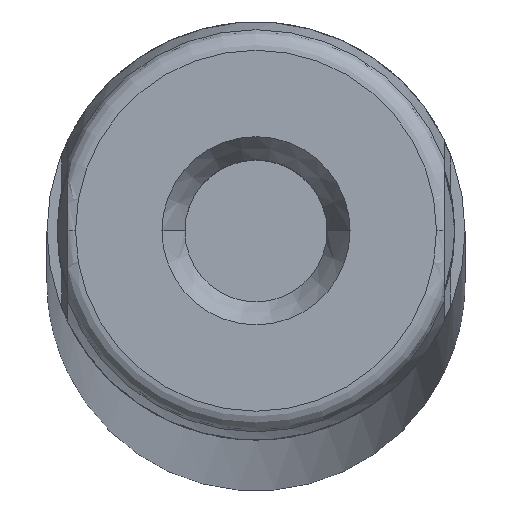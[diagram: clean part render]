
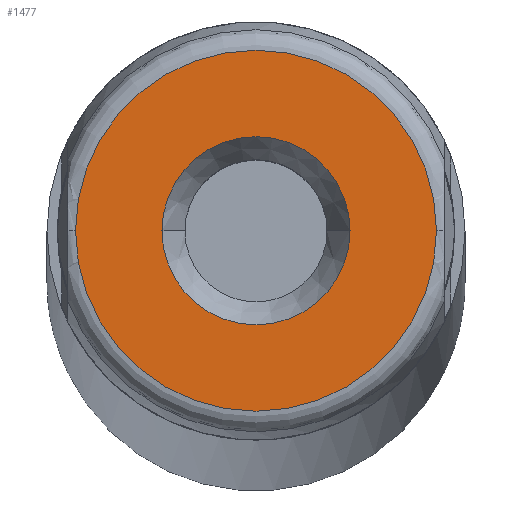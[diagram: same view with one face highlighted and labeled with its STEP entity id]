
A CAD part, top view. The second image highlights one B-rep face of the part: STEP entity #1477.
In plain terms, the highlighted planar face has unit normal (0, 0, 1).
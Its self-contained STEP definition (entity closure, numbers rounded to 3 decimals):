
#110 = VERTEX_POINT ( 'NONE', #554 ) ;
#157 = VERTEX_POINT ( 'NONE', #664 ) ;
#170 = EDGE_CURVE ( 'NONE', #110, #157, #708, .T. ) ;
#182 = EDGE_CURVE ( 'NONE', #184, #185, #748, .T. ) ;
#184 = VERTEX_POINT ( 'NONE', #738 ) ;
#185 = VERTEX_POINT ( 'NONE', #737 ) ;
#554 = CARTESIAN_POINT ( 'NONE',  ( -4.5, 0., 0. ) ) ;
#664 = CARTESIAN_POINT ( 'NONE',  ( 4.5, 0., 0. ) ) ;
#704 = DIRECTION ( 'NONE',  ( 1., 0., 0. ) ) ;
#705 = DIRECTION ( 'NONE',  ( 0., 0., 1. ) ) ;
#706 = CARTESIAN_POINT ( 'NONE',  ( 0., 0., 0. ) ) ;
#707 = AXIS2_PLACEMENT_3D ( 'NONE', #706, #705, #704 ) ;
#708 = CIRCLE ( 'NONE', #707, 4.5 ) ;
#737 = CARTESIAN_POINT ( 'NONE',  ( -8.632, 0., 0. ) ) ;
#738 = CARTESIAN_POINT ( 'NONE',  ( 8.632, 0., 0. ) ) ;
#744 = DIRECTION ( 'NONE',  ( 1., 0., 0. ) ) ;
#745 = DIRECTION ( 'NONE',  ( 0., 0., 1. ) ) ;
#746 = CARTESIAN_POINT ( 'NONE',  ( 0., 0., 0. ) ) ;
#747 = AXIS2_PLACEMENT_3D ( 'NONE', #746, #745, #744 ) ;
#748 = CIRCLE ( 'NONE', #747, 8.632 ) ;
#1183 = CIRCLE ( 'NONE', #1229, 4.5 ) ;
#1209 = DIRECTION ( 'NONE',  ( 1., 0., 0. ) ) ;
#1210 = DIRECTION ( 'NONE',  ( 0., 0., 1. ) ) ;
#1211 = CARTESIAN_POINT ( 'NONE',  ( 0., 0., 0. ) ) ;
#1212 = AXIS2_PLACEMENT_3D ( 'NONE', #1211, #1210, #1209 ) ;
#1213 = CIRCLE ( 'NONE', #1212, 8.632 ) ;
#1215 = DIRECTION ( 'NONE',  ( -1., 0., 0. ) ) ;
#1216 = DIRECTION ( 'NONE',  ( 0., 0., -1. ) ) ;
#1217 = CARTESIAN_POINT ( 'NONE',  ( 0., 0., 0. ) ) ;
#1218 = AXIS2_PLACEMENT_3D ( 'NONE', #1217, #1216, #1215 ) ;
#1219 = PLANE ( 'NONE',  #1218 ) ;
#1220 = FACE_OUTER_BOUND ( 'NONE', #1478, .T. ) ;
#1221 = FACE_BOUND ( 'NONE', #1487, .T. ) ;
#1226 = DIRECTION ( 'NONE',  ( 1., 0., 0. ) ) ;
#1227 = DIRECTION ( 'NONE',  ( 0., 0., 1. ) ) ;
#1228 = CARTESIAN_POINT ( 'NONE',  ( 0., 0., 0. ) ) ;
#1229 = AXIS2_PLACEMENT_3D ( 'NONE', #1228, #1227, #1226 ) ;
#1474 = EDGE_CURVE ( 'NONE', #157, #110, #1183, .T. ) ;
#1475 = ORIENTED_EDGE ( 'NONE', *, *, #170, .F. ) ;
#1477 = ADVANCED_FACE ( 'NONE', ( #1221, #1220 ), #1219, .F. ) ;
#1478 = EDGE_LOOP ( 'NONE', ( #1486, #1484 ) ) ;
#1482 = EDGE_CURVE ( 'NONE', #185, #184, #1213, .T. ) ;
#1484 = ORIENTED_EDGE ( 'NONE', *, *, #1482, .T. ) ;
#1485 = ORIENTED_EDGE ( 'NONE', *, *, #1474, .F. ) ;
#1486 = ORIENTED_EDGE ( 'NONE', *, *, #182, .T. ) ;
#1487 = EDGE_LOOP ( 'NONE', ( #1485, #1475 ) ) ;
